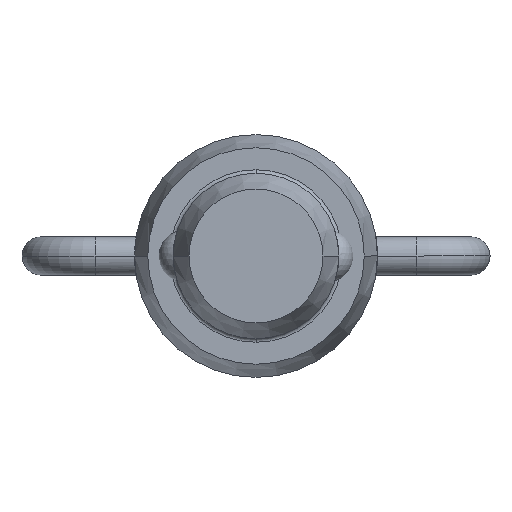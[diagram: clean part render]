
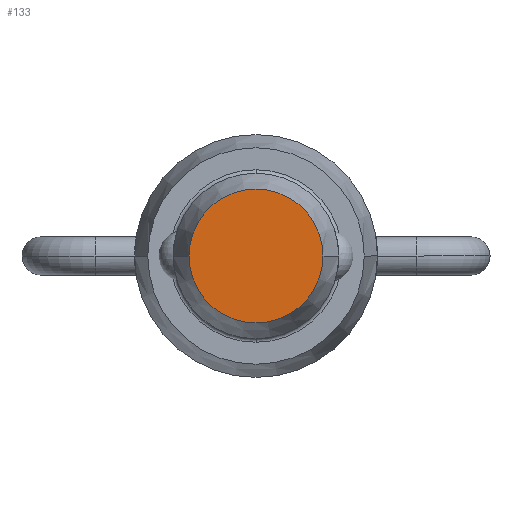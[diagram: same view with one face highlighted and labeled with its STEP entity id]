
A CAD part, front view. The second image highlights one B-rep face of the part: STEP entity #133.
In plain terms, the highlighted planar face has unit normal (0, -1, 0).
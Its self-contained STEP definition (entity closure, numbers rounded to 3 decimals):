
#133=ADVANCED_FACE('',(#268),#269,.T.);
#268=FACE_OUTER_BOUND('',#401,.T.);
#269=PLANE('',#402);
#401=EDGE_LOOP('',(#722,#723));
#402=AXIS2_PLACEMENT_3D('',#724,#725,#726);
#722=ORIENTED_EDGE('',*,*,#837,.T.);
#723=ORIENTED_EDGE('',*,*,#839,.T.);
#724=CARTESIAN_POINT('',(-2.381,-29.591,0.0));
#725=DIRECTION('',(0.,-1.0,0.0));
#726=DIRECTION('',(1.0,0.,0.0));
#837=EDGE_CURVE('',#1008,#1013,#1015,.T.);
#839=EDGE_CURVE('',#1013,#1008,#1017,.T.);
#1008=VERTEX_POINT('',#1277);
#1013=VERTEX_POINT('',#1283);
#1015=CIRCLE('',#1286,3.853);
#1017=CIRCLE('',#1288,3.853);
#1277=CARTESIAN_POINT('',(-3.853,-29.591,0.0));
#1283=CARTESIAN_POINT('',(3.853,-29.591,0.));
#1286=AXIS2_PLACEMENT_3D('',#1618,#1619,#1620);
#1288=AXIS2_PLACEMENT_3D('',#1621,#1622,#1623);
#1618=CARTESIAN_POINT('',(0.0,-29.591,0.0));
#1619=DIRECTION('',(0.,-1.0,0.0));
#1620=DIRECTION('',(-1.0,0.,0.0));
#1621=CARTESIAN_POINT('',(0.0,-29.591,0.0));
#1622=DIRECTION('',(0.,-1.0,0.0));
#1623=DIRECTION('',(-1.0,0.,0.0));
